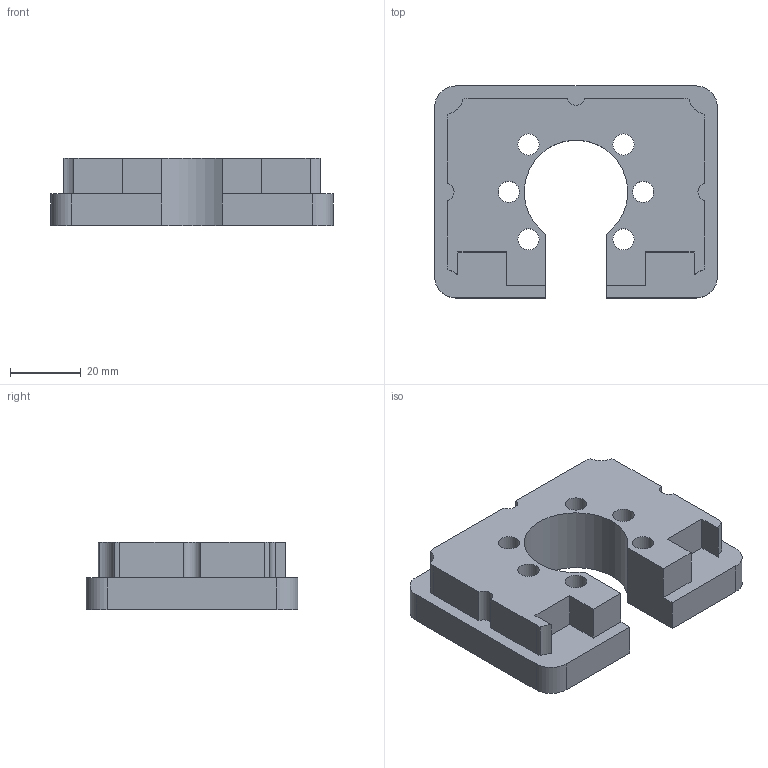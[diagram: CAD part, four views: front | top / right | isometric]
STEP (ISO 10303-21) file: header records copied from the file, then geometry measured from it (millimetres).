
FILE_DESCRIPTION(/* description */ (''),/* implementation_level */ '2;1');
FILE_NAME(/* name */ 'Yplate_front.step',/* time_stamp */ '2024-03-04T21:18:55Z',/* author */ (''),/* organization */ (''),/* preprocessor_version */ 'ST-DEVELOPER v20',/* originating_system */ 'Autodesk Translation Framework v12.20.1.177',/* authorisation */ '');
FILE_SCHEMA (('AUTOMOTIVE_DESIGN { 1 0 10303 214 3 1 1 }'));
Length unit declared in the file: millimetre
Products named in the file (1): font
Bounding box: 80 x 60 x 19 mm (x, y, z)
Volume: 57533.9 mm3; surface area: 16338.4 mm2
Topology: 1 solids, 1 shells, 48 faces, 138 edges, 92 vertices
Faces by surface type: plane 24, cylinder 24
Full cylindrical faces by diameter (mm): 6 x6
Entity records: 1647 total; most frequent: DIRECTION 284, CARTESIAN_POINT 279, ORIENTED_EDGE 276, EDGE_CURVE 138, AXIS2_PLACEMENT_3D 97, VERTEX_POINT 92, LINE 90, VECTOR 90
